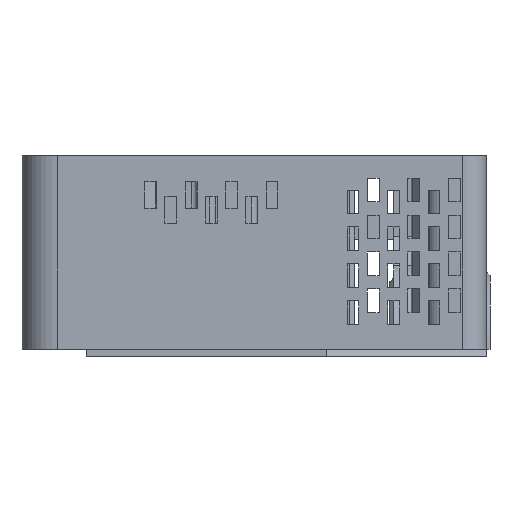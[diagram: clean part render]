
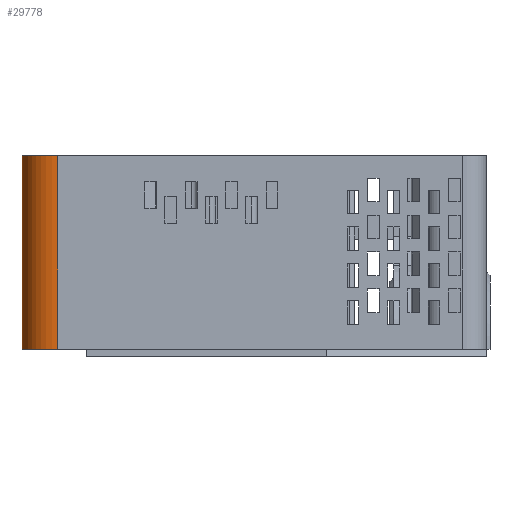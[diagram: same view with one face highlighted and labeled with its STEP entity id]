
A CAD part, left-side view. The second image highlights one B-rep face of the part: STEP entity #29778.
In plain terms, the highlighted cylindrical face has radius 6 mm (diameter 12 mm), a partial arc.
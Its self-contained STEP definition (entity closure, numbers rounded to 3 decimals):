
#332 = DIRECTION ( 'NONE',  ( 0., 0., -1. ) ) ;
#532 = CIRCLE ( 'NONE', #8365, 6. ) ;
#2308 = CARTESIAN_POINT ( 'NONE',  ( -67.482, 101.513, -141.045 ) ) ;
#4435 = CARTESIAN_POINT ( 'NONE',  ( -72.138, 97.729, -108.495 ) ) ;
#4554 = EDGE_CURVE ( 'NONE', #28278, #29848, #532, .T. ) ;
#4679 = AXIS2_PLACEMENT_3D ( 'NONE', #16862, #332, #25787 ) ;
#5558 = EDGE_CURVE ( 'NONE', #28278, #28636, #12842, .T. ) ;
#6325 = ORIENTED_EDGE ( 'NONE', *, *, #5558, .F. ) ;
#8365 = AXIS2_PLACEMENT_3D ( 'NONE', #4435, #27757, #25757 ) ;
#9597 = LINE ( 'NONE', #25700, #12531 ) ;
#10660 = EDGE_CURVE ( 'NONE', #29848, #14461, #9597, .T. ) ;
#11535 = AXIS2_PLACEMENT_3D ( 'NONE', #24992, #15779, #13492 ) ;
#12531 = VECTOR ( 'NONE', #21085, 1000. ) ;
#12842 = LINE ( 'NONE', #20495, #28578 ) ;
#13492 = DIRECTION ( 'NONE',  ( -1., 0., 0. ) ) ;
#13970 = CARTESIAN_POINT ( 'NONE',  ( -67.482, 101.513, -108.495 ) ) ;
#14012 = ORIENTED_EDGE ( 'NONE', *, *, #10660, .T. ) ;
#14461 = VERTEX_POINT ( 'NONE', #2308 ) ;
#15596 = DIRECTION ( 'NONE',  ( 0., 0., -1. ) ) ;
#15779 = DIRECTION ( 'NONE',  ( 0., 0., -1. ) ) ;
#16862 = CARTESIAN_POINT ( 'NONE',  ( -72.138, 97.729, -108.495 ) ) ;
#19111 = EDGE_LOOP ( 'NONE', ( #21221, #14012, #24935, #6325 ) ) ;
#20495 = CARTESIAN_POINT ( 'NONE',  ( -78.138, 97.729, -108.495 ) ) ;
#21085 = DIRECTION ( 'NONE',  ( 0., 0., -1. ) ) ;
#21221 = ORIENTED_EDGE ( 'NONE', *, *, #4554, .T. ) ;
#21319 = FACE_OUTER_BOUND ( 'NONE', #19111, .T. ) ;
#23769 = CIRCLE ( 'NONE', #11535, 6. ) ;
#24935 = ORIENTED_EDGE ( 'NONE', *, *, #30125, .F. ) ;
#24992 = CARTESIAN_POINT ( 'NONE',  ( -72.138, 97.729, -141.045 ) ) ;
#25700 = CARTESIAN_POINT ( 'NONE',  ( -67.482, 101.513, -108.495 ) ) ;
#25757 = DIRECTION ( 'NONE',  ( -1., 0., 0. ) ) ;
#25787 = DIRECTION ( 'NONE',  ( -1., 0., 0. ) ) ;
#26236 = CYLINDRICAL_SURFACE ( 'NONE', #4679, 6. ) ;
#27757 = DIRECTION ( 'NONE',  ( 0., 0., -1. ) ) ;
#28278 = VERTEX_POINT ( 'NONE', #29944 ) ;
#28578 = VECTOR ( 'NONE', #15596, 1000. ) ;
#28636 = VERTEX_POINT ( 'NONE', #28637 ) ;
#28637 = CARTESIAN_POINT ( 'NONE',  ( -78.138, 97.729, -141.045 ) ) ;
#29778 = ADVANCED_FACE ( 'NONE', ( #21319 ), #26236, .T. ) ;
#29848 = VERTEX_POINT ( 'NONE', #13970 ) ;
#29944 = CARTESIAN_POINT ( 'NONE',  ( -78.138, 97.729, -108.495 ) ) ;
#30125 = EDGE_CURVE ( 'NONE', #28636, #14461, #23769, .T. ) ;
